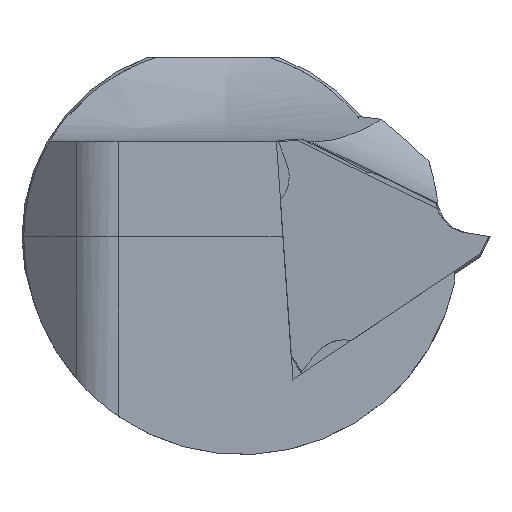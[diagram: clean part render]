
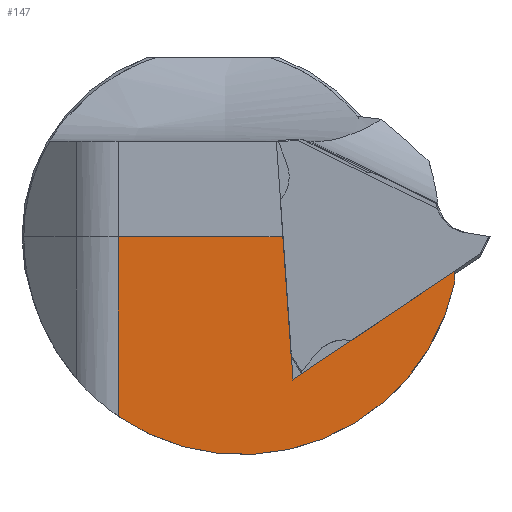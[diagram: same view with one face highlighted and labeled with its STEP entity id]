
A CAD part, left-side view. The second image highlights one B-rep face of the part: STEP entity #147.
In plain terms, the highlighted planar face has unit normal (-1, 0, 0).
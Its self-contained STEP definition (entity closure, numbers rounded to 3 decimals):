
#43=CIRCLE('',#1153,18.25);
#147=ADVANCED_FACE('',(#239),#192,.F.);
#192=PLANE('',#1154);
#239=FACE_OUTER_BOUND('',#296,.T.);
#296=EDGE_LOOP('',(#682,#683,#684,#685,#686,#687));
#368=LINE('',#1771,#444);
#375=LINE('',#2124,#451);
#377=LINE('',#2128,#453);
#378=LINE('',#2130,#454);
#379=LINE('',#2133,#455);
#444=VECTOR('',#1318,1.);
#451=VECTOR('',#1349,1.);
#453=VECTOR('',#1353,1.);
#454=VECTOR('',#1354,1.);
#455=VECTOR('',#1357,1.);
#682=ORIENTED_EDGE('',*,*,#1011,.F.);
#683=ORIENTED_EDGE('',*,*,#979,.T.);
#684=ORIENTED_EDGE('',*,*,#1012,.T.);
#685=ORIENTED_EDGE('',*,*,#1013,.F.);
#686=ORIENTED_EDGE('',*,*,#1009,.F.);
#687=ORIENTED_EDGE('',*,*,#1014,.F.);
#847=VERTEX_POINT('',#1772);
#848=VERTEX_POINT('',#1773);
#871=VERTEX_POINT('',#2123);
#872=VERTEX_POINT('',#2125);
#873=VERTEX_POINT('',#2129);
#874=VERTEX_POINT('',#2131);
#979=EDGE_CURVE('',#847,#848,#368,.T.);
#1009=EDGE_CURVE('',#871,#872,#375,.T.);
#1011=EDGE_CURVE('',#847,#873,#377,.T.);
#1012=EDGE_CURVE('',#848,#874,#378,.T.);
#1013=EDGE_CURVE('',#872,#874,#43,.T.);
#1014=EDGE_CURVE('',#873,#871,#379,.T.);
#1153=AXIS2_PLACEMENT_3D('',#2132,#1355,#1356);
#1154=AXIS2_PLACEMENT_3D('',#2134,#1358,#1359);
#1318=DIRECTION('',(0.,1.,0.));
#1349=DIRECTION('',(0.,0.,-1.));
#1353=DIRECTION('',(0.,-0.07,-0.998));
#1354=DIRECTION('',(0.,0.,-1.));
#1355=DIRECTION('',(1.,0.,0.));
#1356=DIRECTION('',(0.,1.,0.));
#1357=DIRECTION('',(0.,-0.832,0.555));
#1358=DIRECTION('',(1.,0.,0.));
#1359=DIRECTION('',(0.,1.,0.));
#1771=CARTESIAN_POINT('',(0.4,-23.203,0.));
#1772=CARTESIAN_POINT('',(0.4,-5.869,0.));
#1773=CARTESIAN_POINT('',(0.4,7.929,0.));
#2123=CARTESIAN_POINT('',(0.4,-20.25,-2.885));
#2124=CARTESIAN_POINT('',(0.4,-20.25,-3.8));
#2125=CARTESIAN_POINT('',(0.4,-20.25,-3.8));
#2128=CARTESIAN_POINT('',(0.4,15.184,300.207));
#2129=CARTESIAN_POINT('',(0.4,-6.705,-11.921));
#2130=CARTESIAN_POINT('',(0.4,7.929,302.899));
#2131=CARTESIAN_POINT('',(0.4,7.929,-15.046));
#2132=CARTESIAN_POINT('',(0.4,-2.4,0.));
#2133=CARTESIAN_POINT('',(0.4,-163.462,92.656));
#2134=CARTESIAN_POINT('',(0.4,-23.203,302.899));
